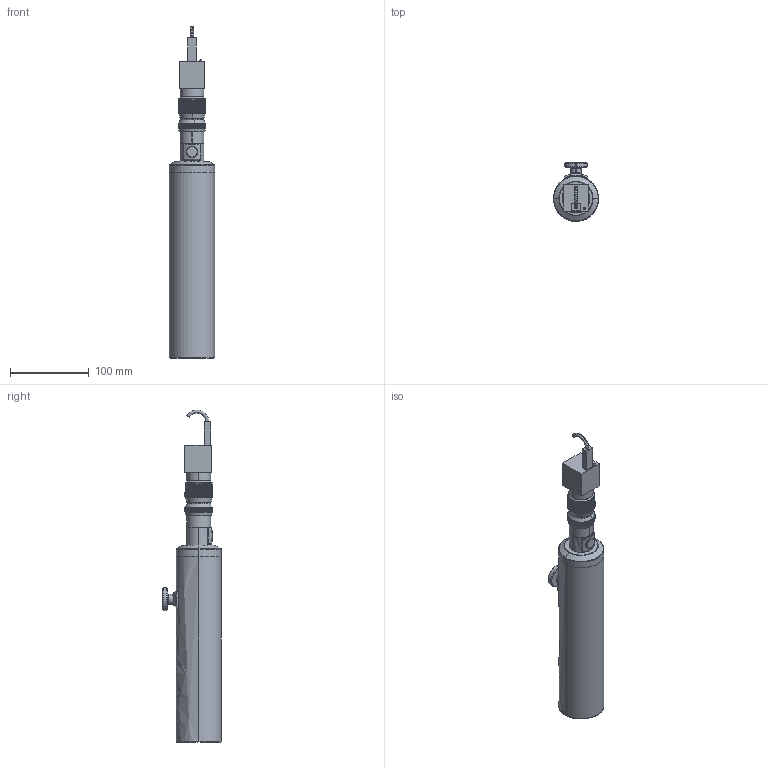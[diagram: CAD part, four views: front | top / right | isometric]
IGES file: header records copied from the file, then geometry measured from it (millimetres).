
Start section: SolidWorks IGES file using analytic representation for surfaces
Global section: file name: 71-2062+8430-2140SE-M.IGS; native system: SolidWorks 2013; preprocessor: SolidWorks 2013; author: igipson; date: 130524.085834; units: millimetre
Bounding box: 57.15 x 74.3 x 420.91 mm (x, y, z)
Surface area: 70424.5 mm2 (no closed solid volume)
Topology: 0 solids, 0 shells, 1337 faces, 8857 edges, 8855 vertices
Faces by surface type: bspline 912, revolution 425
